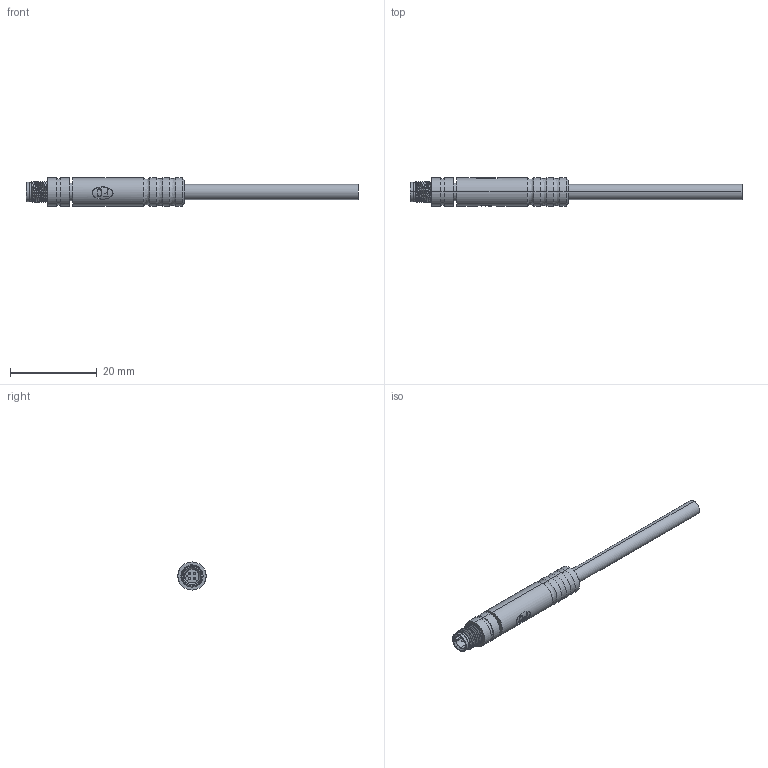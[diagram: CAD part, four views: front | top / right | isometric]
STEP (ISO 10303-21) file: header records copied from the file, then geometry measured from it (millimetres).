
FILE_DESCRIPTION (( 'STEP AP203' ), '1' );
FILE_NAME ('P6.STEP', '2020-03-30T05:36:30', ( 'edpusr' ), ( 'Microsoft' ), 'SwSTEP 2.0', 'SolidWorks 2015', '' );
FILE_SCHEMA (( 'CONFIG_CONTROL_DESIGN' ));
Length unit declared in the file: millimetre
Products named in the file (1): P6
Bounding box: 76.5 x 6.5 x 6.5 mm (x, y, z)
Volume: 1439.1 mm3; surface area: 1382.4 mm2
Topology: 1 solids, 1 shells, 148 faces, 377 edges, 237 vertices
Faces by surface type: bspline 67, cylinder 54, plane 23, cone 4
Entity records: 10875 total; most frequent: CARTESIAN_POINT 7810, ORIENTED_EDGE 730, DIRECTION 429, EDGE_CURVE 365, VERTEX_POINT 237, EDGE_LOOP 166, AXIS2_PLACEMENT_3D 150, FACE_OUTER_BOUND 148
